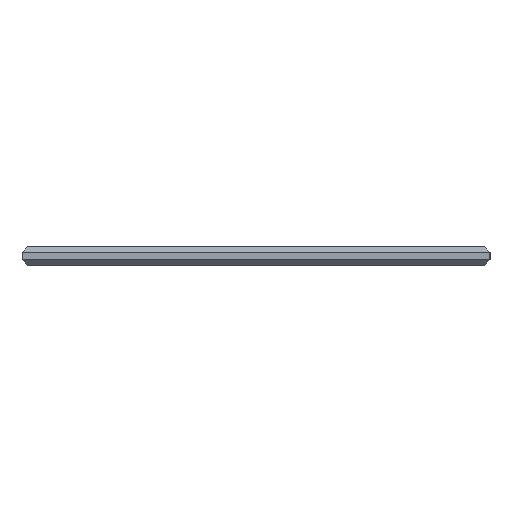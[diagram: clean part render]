
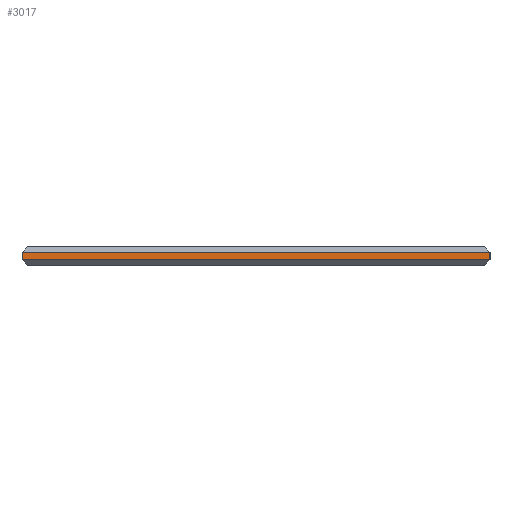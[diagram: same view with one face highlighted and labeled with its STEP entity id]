
A CAD part, left-side view. The second image highlights one B-rep face of the part: STEP entity #3017.
In plain terms, the highlighted planar face has unit normal (-1, 0, 0).
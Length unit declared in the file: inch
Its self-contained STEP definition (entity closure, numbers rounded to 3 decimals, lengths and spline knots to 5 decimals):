
#70 = EDGE_CURVE ( 'NONE', #71, #4720, #718, .T. ) ;
#71 = VERTEX_POINT ( 'NONE', #724 ) ;
#75 = ORIENTED_EDGE ( 'NONE', *, *, #119, .T. ) ;
#119 = EDGE_CURVE ( 'NONE', #71, #3003, #858, .T. ) ;
#716 = DIRECTION ( 'NONE',  ( 0., 0., -1. ) ) ;
#717 = CARTESIAN_POINT ( 'NONE',  ( 0., 0., 0.03937 ) ) ;
#718 = LINE ( 'NONE', #717, #721 ) ;
#721 = VECTOR ( 'NONE', #716, 39.37008 ) ;
#724 = CARTESIAN_POINT ( 'NONE',  ( 0., 0., 0.02756 ) ) ;
#856 = DIRECTION ( 'NONE',  ( 0., 1., 0. ) ) ;
#857 = CARTESIAN_POINT ( 'NONE',  ( 0., 0., 0.02756 ) ) ;
#858 = LINE ( 'NONE', #857, #905 ) ;
#905 = VECTOR ( 'NONE', #856, 39.37008 ) ;
#2856 = CARTESIAN_POINT ( 'NONE',  ( 0., 0.98425, 0.01181 ) ) ;
#2857 = DIRECTION ( 'NONE',  ( 0., 0., -1. ) ) ;
#2858 = VECTOR ( 'NONE', #2857, 39.37008 ) ;
#2861 = DIRECTION ( 'NONE',  ( 0., 0., -1. ) ) ;
#2862 = DIRECTION ( 'NONE',  ( 1., 0., 0. ) ) ;
#2863 = CARTESIAN_POINT ( 'NONE',  ( 0., 0., 0.03937 ) ) ;
#2865 = CARTESIAN_POINT ( 'NONE',  ( 0., 0.98425, 0.03937 ) ) ;
#2866 = LINE ( 'NONE', #2865, #2858 ) ;
#2886 = FACE_OUTER_BOUND ( 'NONE', #2975, .T. ) ;
#2922 = AXIS2_PLACEMENT_3D ( 'NONE', #2863, #2862, #2861 ) ;
#2933 = PLANE ( 'NONE',  #2922 ) ;
#2939 = CARTESIAN_POINT ( 'NONE',  ( 0., 0.98425, 0.02756 ) ) ;
#2948 = DIRECTION ( 'NONE',  ( 0., -1., 0. ) ) ;
#2949 = VECTOR ( 'NONE', #2948, 39.37008 ) ;
#2956 = LINE ( 'NONE', #2962, #2949 ) ;
#2962 = CARTESIAN_POINT ( 'NONE',  ( 0., 0., 0.01181 ) ) ;
#2975 = EDGE_LOOP ( 'NONE', ( #3015, #3019, #4811, #75 ) ) ;
#3003 = VERTEX_POINT ( 'NONE', #2939 ) ;
#3015 = ORIENTED_EDGE ( 'NONE', *, *, #3018, .T. ) ;
#3017 = ADVANCED_FACE ( 'NONE', ( #2886 ), #2933, .F. ) ;
#3018 = EDGE_CURVE ( 'NONE', #3003, #3046, #2866, .T. ) ;
#3019 = ORIENTED_EDGE ( 'NONE', *, *, #3048, .T. ) ;
#3046 = VERTEX_POINT ( 'NONE', #2856 ) ;
#3048 = EDGE_CURVE ( 'NONE', #3046, #4720, #2956, .T. ) ;
#3171 = CARTESIAN_POINT ( 'NONE',  ( 0., 0., 0.01181 ) ) ;
#4720 = VERTEX_POINT ( 'NONE', #3171 ) ;
#4811 = ORIENTED_EDGE ( 'NONE', *, *, #70, .F. ) ;
